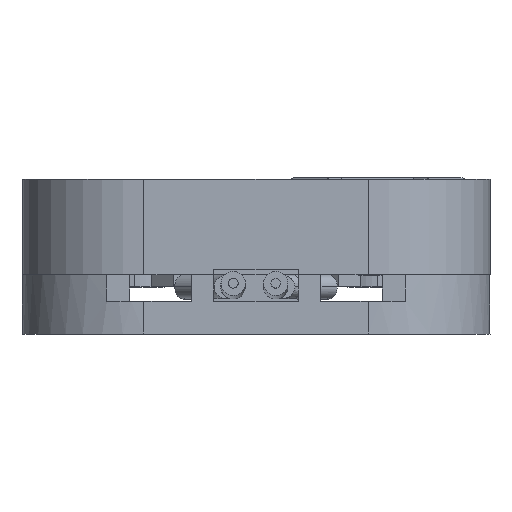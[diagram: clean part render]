
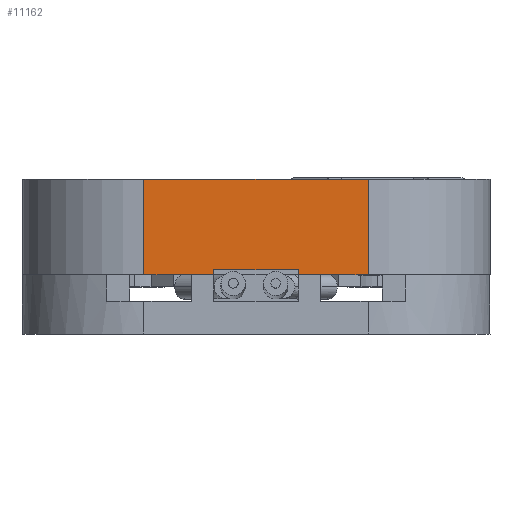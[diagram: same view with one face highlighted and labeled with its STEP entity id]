
A CAD part, top view. The second image highlights one B-rep face of the part: STEP entity #11162.
In plain terms, the highlighted planar face has unit normal (0, 0, 1).
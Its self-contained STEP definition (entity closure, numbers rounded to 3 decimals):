
#358 = CARTESIAN_POINT ( 'NONE',  ( -4.126, -11.671, -35.353 ) ) ;
#365 = CARTESIAN_POINT ( 'NONE',  ( -8.546, -11.671, -35.353 ) ) ;
#452 = DIRECTION ( 'NONE',  ( 1., 0., 0. ) ) ;
#453 = VECTOR ( 'NONE', #452, 1000. ) ;
#454 = CARTESIAN_POINT ( 'NONE',  ( -0.494, -11.932, -35.353 ) ) ;
#455 = LINE ( 'NONE', #454, #453 ) ;
#457 = CARTESIAN_POINT ( 'NONE',  ( -12.178, -11.932, -35.353 ) ) ;
#458 = DIRECTION ( 'NONE',  ( 0., 1., 0. ) ) ;
#459 = VECTOR ( 'NONE', #458, 1000. ) ;
#460 = CARTESIAN_POINT ( 'NONE',  ( -12.178, -6.953, -35.353 ) ) ;
#461 = LINE ( 'NONE', #460, #459 ) ;
#880 = DIRECTION ( 'NONE',  ( -1., 0., 0. ) ) ;
#881 = VECTOR ( 'NONE', #880, 1000. ) ;
#882 = CARTESIAN_POINT ( 'NONE',  ( -0.494, -11.671, -35.353 ) ) ;
#883 = LINE ( 'NONE', #882, #881 ) ;
#899 = CARTESIAN_POINT ( 'NONE',  ( -0.494, -6.953, -35.353 ) ) ;
#900 = LINE ( 'NONE', #899, #949 ) ;
#902 = CARTESIAN_POINT ( 'NONE',  ( -12.178, -6.953, -35.353 ) ) ;
#947 = CARTESIAN_POINT ( 'NONE',  ( -0.494, -6.953, -35.353 ) ) ;
#948 = DIRECTION ( 'NONE',  ( 1., 0., 0. ) ) ;
#949 = VECTOR ( 'NONE', #948, 1000. ) ;
#1333 = FACE_OUTER_BOUND ( 'NONE', #11195, .T. ) ;
#1334 = DIRECTION ( 'NONE',  ( 0., 1., 0. ) ) ;
#1335 = VECTOR ( 'NONE', #1334, 1000. ) ;
#1336 = CARTESIAN_POINT ( 'NONE',  ( -4.126, -6.953, -35.353 ) ) ;
#1337 = LINE ( 'NONE', #1336, #1335 ) ;
#1365 = DIRECTION ( 'NONE',  ( 0., -1., 0. ) ) ;
#1366 = VECTOR ( 'NONE', #1365, 1000. ) ;
#1367 = CARTESIAN_POINT ( 'NONE',  ( -0.494, -6.953, -35.353 ) ) ;
#1368 = LINE ( 'NONE', #1367, #1366 ) ;
#1369 = CARTESIAN_POINT ( 'NONE',  ( -0.494, -11.932, -35.353 ) ) ;
#1370 = DIRECTION ( 'NONE',  ( 1., 0., 0. ) ) ;
#1371 = VECTOR ( 'NONE', #1370, 1000. ) ;
#1372 = CARTESIAN_POINT ( 'NONE',  ( -0.494, -11.932, -35.353 ) ) ;
#1373 = LINE ( 'NONE', #1372, #1371 ) ;
#1374 = DIRECTION ( 'NONE',  ( -1., 0., 0. ) ) ;
#1375 = DIRECTION ( 'NONE',  ( 0., 0., -1. ) ) ;
#1376 = CARTESIAN_POINT ( 'NONE',  ( -0.494, -6.953, -35.353 ) ) ;
#1377 = AXIS2_PLACEMENT_3D ( 'NONE', #1376, #1375, #1374 ) ;
#1378 = PLANE ( 'NONE',  #1377 ) ;
#1397 = CARTESIAN_POINT ( 'NONE',  ( -8.546, -11.932, -35.353 ) ) ;
#1398 = CARTESIAN_POINT ( 'NONE',  ( -4.126, -11.932, -35.353 ) ) ;
#1453 = DIRECTION ( 'NONE',  ( 0., -1., 0. ) ) ;
#1454 = VECTOR ( 'NONE', #1453, 1000. ) ;
#1455 = CARTESIAN_POINT ( 'NONE',  ( -8.546, -6.953, -35.353 ) ) ;
#1456 = LINE ( 'NONE', #1455, #1454 ) ;
#11034 = VERTEX_POINT ( 'NONE', #365 ) ;
#11040 = VERTEX_POINT ( 'NONE', #358 ) ;
#11061 = EDGE_CURVE ( 'NONE', #11062, #11125, #461, .T. ) ;
#11062 = VERTEX_POINT ( 'NONE', #457 ) ;
#11063 = ORIENTED_EDGE ( 'NONE', *, *, #11064, .T. ) ;
#11064 = EDGE_CURVE ( 'NONE', #11062, #11180, #455, .T. ) ;
#11120 = EDGE_CURVE ( 'NONE', #11040, #11034, #883, .T. ) ;
#11125 = VERTEX_POINT ( 'NONE', #902 ) ;
#11128 = EDGE_CURVE ( 'NONE', #11125, #11129, #900, .T. ) ;
#11129 = VERTEX_POINT ( 'NONE', #947 ) ;
#11161 = EDGE_CURVE ( 'NONE', #11179, #11040, #1337, .T. ) ;
#11162 = ADVANCED_FACE ( 'NONE', ( #1333 ), #1378, .F. ) ;
#11163 = ORIENTED_EDGE ( 'NONE', *, *, #11191, .F. ) ;
#11164 = ORIENTED_EDGE ( 'NONE', *, *, #11120, .F. ) ;
#11165 = ORIENTED_EDGE ( 'NONE', *, *, #11161, .F. ) ;
#11166 = ORIENTED_EDGE ( 'NONE', *, *, #11167, .T. ) ;
#11167 = EDGE_CURVE ( 'NONE', #11179, #11168, #1373, .T. ) ;
#11168 = VERTEX_POINT ( 'NONE', #1369 ) ;
#11169 = ORIENTED_EDGE ( 'NONE', *, *, #11170, .F. ) ;
#11170 = EDGE_CURVE ( 'NONE', #11129, #11168, #1368, .T. ) ;
#11179 = VERTEX_POINT ( 'NONE', #1398 ) ;
#11180 = VERTEX_POINT ( 'NONE', #1397 ) ;
#11191 = EDGE_CURVE ( 'NONE', #11034, #11180, #1456, .T. ) ;
#11195 = EDGE_LOOP ( 'NONE', ( #11163, #11164, #11165, #11166, #11169, #11214, #11215, #11063 ) ) ;
#11214 = ORIENTED_EDGE ( 'NONE', *, *, #11128, .F. ) ;
#11215 = ORIENTED_EDGE ( 'NONE', *, *, #11061, .F. ) ;
